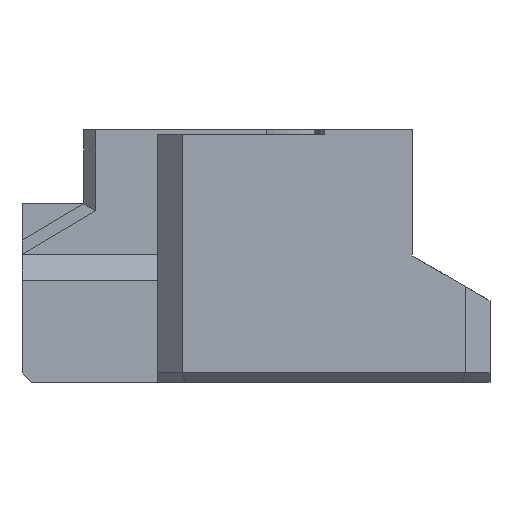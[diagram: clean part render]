
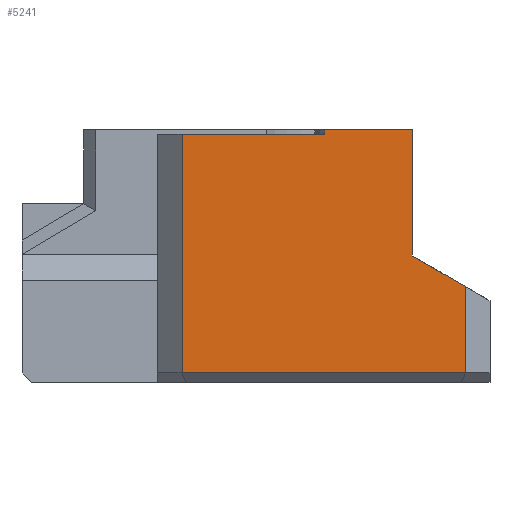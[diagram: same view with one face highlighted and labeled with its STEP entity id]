
A CAD part, front view. The second image highlights one B-rep face of the part: STEP entity #5241.
In plain terms, the highlighted planar face has unit normal (0, -1, 0).
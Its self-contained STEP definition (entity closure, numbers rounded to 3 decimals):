
#339=PLANE('',#5607);
#602=FACE_OUTER_BOUND('',#900,.T.);
#900=EDGE_LOOP('',(#4473,#4474,#4475,#4476,#4477,#4478,#4479,#4480));
#1390=LINE('',#8734,#1936);
#1400=LINE('',#8753,#1946);
#1402=LINE('',#8757,#1948);
#1403=LINE('',#8759,#1949);
#1404=LINE('',#8761,#1950);
#1405=LINE('',#8763,#1951);
#1406=LINE('',#8765,#1952);
#1407=LINE('',#8766,#1953);
#1936=VECTOR('',#6598,10.);
#1946=VECTOR('',#6614,10.);
#1948=VECTOR('',#6618,10.);
#1949=VECTOR('',#6619,10.);
#1950=VECTOR('',#6620,10.);
#1951=VECTOR('',#6621,10.);
#1952=VECTOR('',#6622,10.);
#1953=VECTOR('',#6623,10.);
#2585=VERTEX_POINT('',#8729);
#2586=VERTEX_POINT('',#8733);
#2592=VERTEX_POINT('',#8752);
#2593=VERTEX_POINT('',#8756);
#2594=VERTEX_POINT('',#8758);
#2595=VERTEX_POINT('',#8760);
#2596=VERTEX_POINT('',#8762);
#2597=VERTEX_POINT('',#8764);
#3257=EDGE_CURVE('',#2585,#2586,#1390,.T.);
#3267=EDGE_CURVE('',#2586,#2592,#1400,.T.);
#3269=EDGE_CURVE('',#2593,#2585,#1402,.T.);
#3270=EDGE_CURVE('',#2594,#2593,#1403,.T.);
#3271=EDGE_CURVE('',#2594,#2595,#1404,.T.);
#3272=EDGE_CURVE('',#2596,#2595,#1405,.T.);
#3273=EDGE_CURVE('',#2596,#2597,#1406,.T.);
#3274=EDGE_CURVE('',#2597,#2592,#1407,.T.);
#4473=ORIENTED_EDGE('',*,*,#3257,.F.);
#4474=ORIENTED_EDGE('',*,*,#3269,.F.);
#4475=ORIENTED_EDGE('',*,*,#3270,.F.);
#4476=ORIENTED_EDGE('',*,*,#3271,.T.);
#4477=ORIENTED_EDGE('',*,*,#3272,.F.);
#4478=ORIENTED_EDGE('',*,*,#3273,.T.);
#4479=ORIENTED_EDGE('',*,*,#3274,.T.);
#4480=ORIENTED_EDGE('',*,*,#3267,.F.);
#5241=ADVANCED_FACE('',(#602),#339,.T.);
#5607=AXIS2_PLACEMENT_3D('',#8755,#6616,#6617);
#6598=DIRECTION('',(-1.,0.,0.));
#6614=DIRECTION('',(0.,0.,1.));
#6616=DIRECTION('center_axis',(0.,-1.,0.));
#6617=DIRECTION('ref_axis',(1.,0.,0.));
#6618=DIRECTION('',(0.,0.,-1.));
#6619=DIRECTION('',(0.866,0.,-0.5));
#6620=DIRECTION('',(0.,0.,1.));
#6621=DIRECTION('',(1.,0.,0.));
#6622=DIRECTION('',(0.,0.,-1.));
#6623=DIRECTION('',(-1.,0.,0.));
#8729=CARTESIAN_POINT('',(17.,-48.,-23.25));
#8733=CARTESIAN_POINT('',(-6.,-48.,-23.25));
#8734=CARTESIAN_POINT('',(-9.5,-48.,-23.25));
#8752=CARTESIAN_POINT('',(-6.,-48.,-3.875));
#8753=CARTESIAN_POINT('',(-6.,-48.,-13.75));
#8755=CARTESIAN_POINT('Origin',(-19.,-48.,-24.));
#8756=CARTESIAN_POINT('',(17.,-48.,-16.232));
#8757=CARTESIAN_POINT('',(17.,-48.,-24.));
#8758=CARTESIAN_POINT('',(12.7,-48.,-13.75));
#8759=CARTESIAN_POINT('',(4.606,-48.,-9.077));
#8760=CARTESIAN_POINT('',(12.7,-48.,-3.5));
#8761=CARTESIAN_POINT('',(12.7,-48.,-13.75));
#8762=CARTESIAN_POINT('',(5.6,-48.,-3.5));
#8763=CARTESIAN_POINT('',(-19.,-48.,-3.5));
#8764=CARTESIAN_POINT('',(5.6,-48.,-3.875));
#8765=CARTESIAN_POINT('',(5.6,-48.,-13.75));
#8766=CARTESIAN_POINT('',(-10.1,-48.,-3.875));
